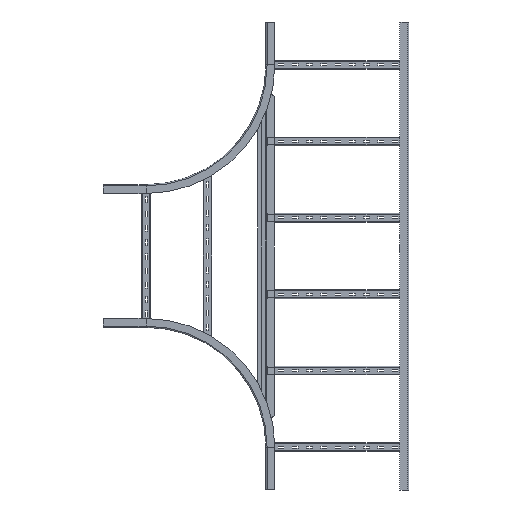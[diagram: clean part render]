
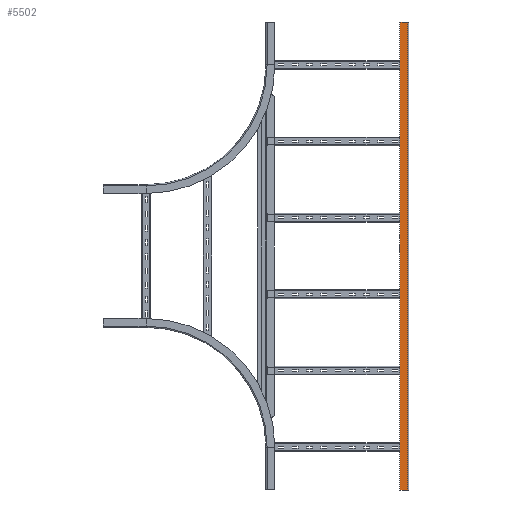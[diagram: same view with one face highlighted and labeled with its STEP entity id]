
A CAD part, front view. The second image highlights one B-rep face of the part: STEP entity #5502.
In plain terms, the highlighted planar face has unit normal (0, -1, 0).
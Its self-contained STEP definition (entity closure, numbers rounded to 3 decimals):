
#439=FACE_OUTER_BOUND('',#775,.T.);
#775=EDGE_LOOP('',(#4124,#4125,#4126,#4127));
#1234=LINE('',#8315,#1892);
#1243=LINE('',#8337,#1901);
#1246=LINE('',#8342,#1904);
#1247=LINE('',#8344,#1905);
#1892=VECTOR('',#6777,10.);
#1901=VECTOR('',#6802,10.);
#1904=VECTOR('',#6807,10.);
#1905=VECTOR('',#6810,10.);
#2494=VERTEX_POINT('',#8312);
#2495=VERTEX_POINT('',#8314);
#2500=VERTEX_POINT('',#8336);
#2501=VERTEX_POINT('',#8340);
#3063=EDGE_CURVE('',#2494,#2495,#1234,.T.);
#3074=EDGE_CURVE('',#2500,#2495,#1243,.T.);
#3077=EDGE_CURVE('',#2501,#2494,#1246,.T.);
#3078=EDGE_CURVE('',#2500,#2501,#1247,.T.);
#4124=ORIENTED_EDGE('',*,*,#3063,.F.);
#4125=ORIENTED_EDGE('',*,*,#3077,.F.);
#4126=ORIENTED_EDGE('',*,*,#3078,.F.);
#4127=ORIENTED_EDGE('',*,*,#3074,.T.);
#5216=PLANE('',#5983);
#5502=ADVANCED_FACE('',(#439),#5216,.F.);
#5983=AXIS2_PLACEMENT_3D('',#8349,#6819,#6820);
#6777=DIRECTION('',(0.,0.,-1.));
#6802=DIRECTION('',(1.,0.,0.));
#6807=DIRECTION('',(1.,0.,0.));
#6810=DIRECTION('',(0.,0.,1.));
#6819=DIRECTION('center_axis',(0.,1.,0.));
#6820=DIRECTION('ref_axis',(0.,0.,1.));
#8312=CARTESIAN_POINT('',(27.,0.,1640.));
#8314=CARTESIAN_POINT('',(27.,0.,0.));
#8315=CARTESIAN_POINT('',(27.,0.,820.));
#8336=CARTESIAN_POINT('',(0.,0.,0.));
#8337=CARTESIAN_POINT('',(0.,0.,0.));
#8340=CARTESIAN_POINT('',(0.,0.,1640.));
#8342=CARTESIAN_POINT('',(0.,0.,1640.));
#8344=CARTESIAN_POINT('',(0.,0.,0.));
#8349=CARTESIAN_POINT('Origin',(50.786,0.,820.));
